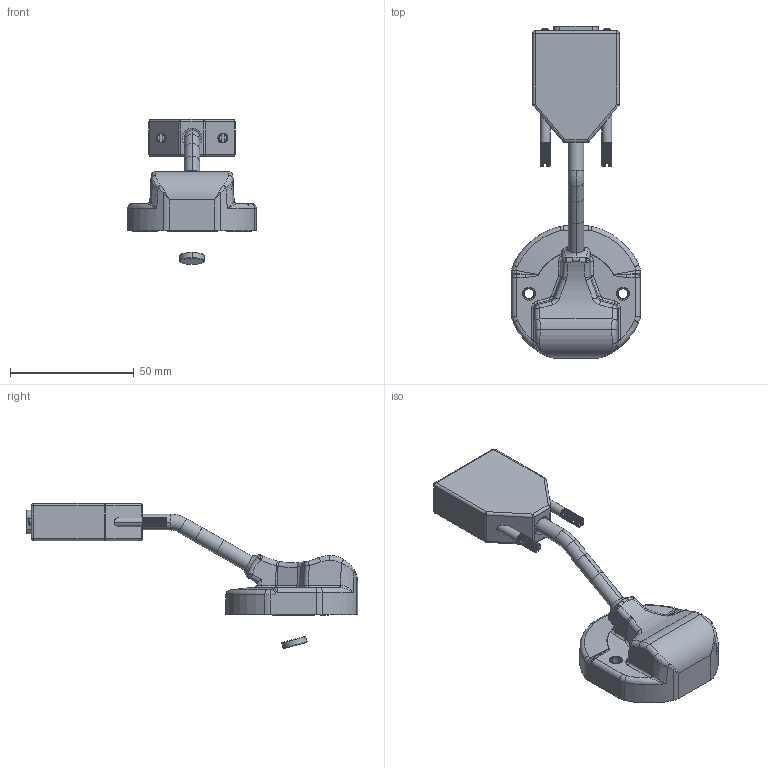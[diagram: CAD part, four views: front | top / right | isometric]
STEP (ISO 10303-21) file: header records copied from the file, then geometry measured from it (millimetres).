
FILE_DESCRIPTION (( 'STEP AP203' ), '1' );
FILE_NAME ('M089_TCW4_DB9.STEP', '2018-10-16T09:05:35', ( '' ), ( '' ), 'SwSTEP 2.0', 'SolidWorks 2017', '' );
FILE_SCHEMA (( 'CONFIG_CONTROL_DESIGN' ));
Length unit declared in the file: millimetre
Products named in the file (1): M089_TCW4_DB9
Bounding box: 52 x 134.23 x 58.66 mm (x, y, z)
Surface area: 15546.4 mm2 (no closed solid volume)
Topology: 0 solids, 8 shells, 504 faces, 1640 edges, 1082 vertices
Faces by surface type: plane 202, cylinder 123, bspline 91, torus 35, sphere 30, cone 23
Entity records: 21463 total; most frequent: CARTESIAN_POINT 8030, ORIENTED_EDGE 2786, DIRECTION 2570, EDGE_CURVE 1628, VERTEX_POINT 1082, AXIS2_PLACEMENT_3D 906, LINE 758, VECTOR 758
